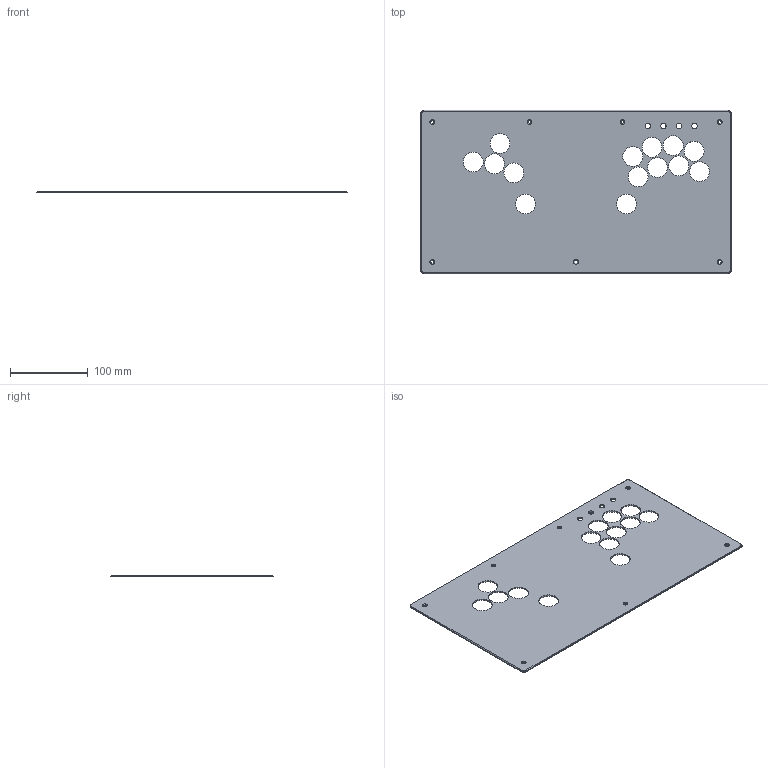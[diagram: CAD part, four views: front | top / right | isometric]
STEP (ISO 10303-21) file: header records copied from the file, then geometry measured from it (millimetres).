
FILE_DESCRIPTION(('FreeCAD Model'),'2;1');
FILE_NAME('Open CASCADE Shape Model','2024-02-09T18:02:14',(''),(''), 'Open CASCADE STEP processor 7.7','FreeCAD','Unknown');
FILE_SCHEMA(('AUTOMOTIVE_DESIGN { 1 0 10303 214 1 1 1 1 }'));
Length unit declared in the file: millimetre
Products named in the file (1): cover
Bounding box: 400 x 210 x 2 mm (x, y, z)
Volume: 152517.6 mm3; surface area: 157438 mm2
Topology: 1 solids, 1 shells, 50 faces, 129 edges, 81 vertices
Faces by surface type: cylinder 29, cone 11, plane 10
Full cylindrical faces by diameter (mm): 4 x7, 7 x4, 25.5 x14
Entity records: 1666 total; most frequent: DIRECTION 300, CARTESIAN_POINT 261, ORIENTED_EDGE 258, EDGE_CURVE 129, AXIS2_PLACEMENT_3D 120, FACE_BOUND 100, EDGE_LOOP 100, VERTEX_POINT 81
